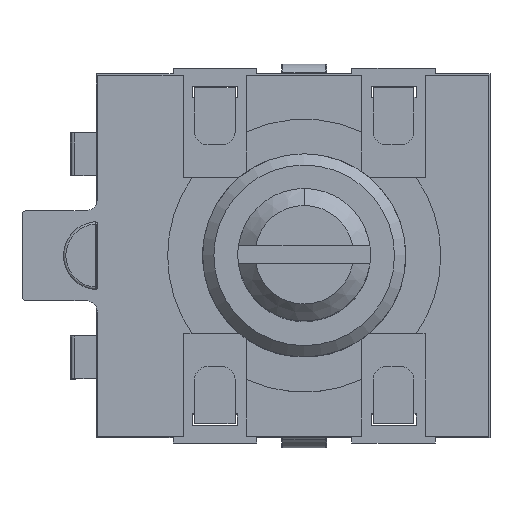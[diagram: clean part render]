
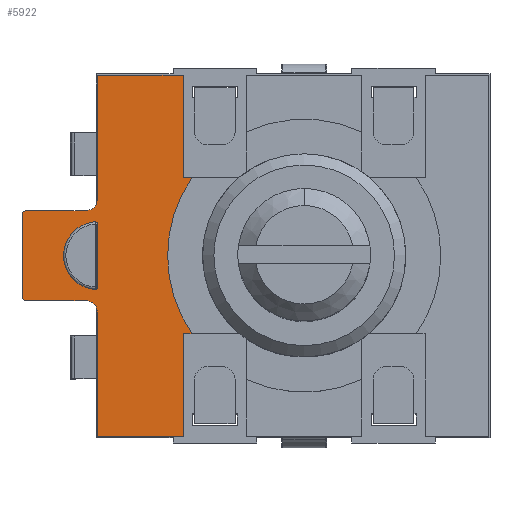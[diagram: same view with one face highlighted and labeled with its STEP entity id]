
A CAD part, top view. The second image highlights one B-rep face of the part: STEP entity #5922.
In plain terms, the highlighted planar face has unit normal (0, 0, 1).
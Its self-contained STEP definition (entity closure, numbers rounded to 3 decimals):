
#4951=CARTESIAN_POINT('',(-5.36,-7.52,4.74));
#4952=VERTEX_POINT('',#4951);
#4959=CARTESIAN_POINT('',(-9.16,-7.52,4.74));
#4960=VERTEX_POINT('',#4959);
#4961=CARTESIAN_POINT('',(-9.16,-7.52,4.74));
#4962=DIRECTION('',(1.,0.,-0.));
#4963=VECTOR('',#4962,3.8);
#4964=LINE('',#4961,#4963);
#4965=EDGE_CURVE('',#4960,#4952,#4964,.T.);
#5104=CARTESIAN_POINT('',(-9.16,8.48,4.74));
#5105=VERTEX_POINT('',#5104);
#5112=CARTESIAN_POINT('',(-5.36,8.48,4.74));
#5113=VERTEX_POINT('',#5112);
#5114=CARTESIAN_POINT('',(-5.36,8.48,4.74));
#5115=DIRECTION('',(-1.,-0.,0.));
#5116=VECTOR('',#5115,3.8);
#5117=LINE('',#5114,#5116);
#5118=EDGE_CURVE('',#5113,#5105,#5117,.T.);
#5174=CARTESIAN_POINT('',(-9.16,-2.02,4.74));
#5175=VERTEX_POINT('',#5174);
#5176=CARTESIAN_POINT('',(-9.16,-2.02,4.74));
#5177=DIRECTION('',(0.,-1.,0.));
#5178=VECTOR('',#5177,5.5);
#5179=LINE('',#5176,#5178);
#5180=EDGE_CURVE('',#5175,#4960,#5179,.T.);
#5198=CARTESIAN_POINT('',(-9.16,2.98,4.74));
#5199=VERTEX_POINT('',#5198);
#5206=CARTESIAN_POINT('',(-9.16,8.48,4.74));
#5207=DIRECTION('',(0.,-1.,0.));
#5208=VECTOR('',#5207,5.5);
#5209=LINE('',#5206,#5208);
#5210=EDGE_CURVE('',#5105,#5199,#5209,.T.);
#5665=CARTESIAN_POINT('',(-12.441,2.422,4.74));
#5666=VERTEX_POINT('',#5665);
#5673=CARTESIAN_POINT('',(-12.3,2.48,4.74));
#5674=VERTEX_POINT('',#5673);
#5675=CARTESIAN_POINT('',(-12.3,2.28,4.74));
#5676=DIRECTION('',(0.,-0.,-1.));
#5677=DIRECTION('',(0.,1.,-0.));
#5678=AXIS2_PLACEMENT_3D('',#5675,#5676,#5677);
#5679=CIRCLE('',#5678,0.2);
#5680=EDGE_CURVE('',#5666,#5674,#5679,.T.);
#5706=CARTESIAN_POINT('',(-9.66,2.48,4.74));
#5707=VERTEX_POINT('',#5706);
#5708=CARTESIAN_POINT('',(-9.66,2.48,4.74));
#5709=DIRECTION('',(-1.,0.,0.));
#5710=VECTOR('',#5709,2.64);
#5711=LINE('',#5708,#5710);
#5712=EDGE_CURVE('',#5707,#5674,#5711,.T.);
#5731=CARTESIAN_POINT('',(0.,0.48,4.74));
#5732=DIRECTION('',(0.,0.,1.));
#5733=DIRECTION('',(0.,-1.,0.));
#5734=AXIS2_PLACEMENT_3D('',#5731,#5732,#5733);
#5735=PLANE('',#5734);
#5736=ORIENTED_EDGE('',*,*,#5680,.F.);
#5737=CARTESIAN_POINT('',(-12.5,2.28,4.74));
#5738=VERTEX_POINT('',#5737);
#5739=CARTESIAN_POINT('',(-12.3,2.28,4.74));
#5740=DIRECTION('',(0.,-0.,-1.));
#5741=DIRECTION('',(0.,1.,-0.));
#5742=AXIS2_PLACEMENT_3D('',#5739,#5740,#5741);
#5743=CIRCLE('',#5742,0.2);
#5744=EDGE_CURVE('',#5738,#5666,#5743,.T.);
#5745=ORIENTED_EDGE('',*,*,#5744,.F.);
#5746=CARTESIAN_POINT('',(-12.5,-1.32,4.74));
#5747=VERTEX_POINT('',#5746);
#5748=CARTESIAN_POINT('',(-12.5,2.28,4.74));
#5749=DIRECTION('',(0.,-1.,0.));
#5750=VECTOR('',#5749,3.6);
#5751=LINE('',#5748,#5750);
#5752=EDGE_CURVE('',#5738,#5747,#5751,.T.);
#5753=ORIENTED_EDGE('',*,*,#5752,.T.);
#5754=CARTESIAN_POINT('',(-12.441,-1.461,4.74));
#5755=VERTEX_POINT('',#5754);
#5756=CARTESIAN_POINT('',(-12.3,-1.32,4.74));
#5757=DIRECTION('',(0.,-0.,-1.));
#5758=DIRECTION('',(0.,1.,-0.));
#5759=AXIS2_PLACEMENT_3D('',#5756,#5757,#5758);
#5760=CIRCLE('',#5759,0.2);
#5761=EDGE_CURVE('',#5755,#5747,#5760,.T.);
#5762=ORIENTED_EDGE('',*,*,#5761,.F.);
#5763=CARTESIAN_POINT('',(-12.3,-1.52,4.74));
#5764=VERTEX_POINT('',#5763);
#5765=CARTESIAN_POINT('',(-12.3,-1.32,4.74));
#5766=DIRECTION('',(0.,-0.,-1.));
#5767=DIRECTION('',(0.,1.,-0.));
#5768=AXIS2_PLACEMENT_3D('',#5765,#5766,#5767);
#5769=CIRCLE('',#5768,0.2);
#5770=EDGE_CURVE('',#5764,#5755,#5769,.T.);
#5771=ORIENTED_EDGE('',*,*,#5770,.F.);
#5772=CARTESIAN_POINT('',(-9.66,-1.52,4.74));
#5773=VERTEX_POINT('',#5772);
#5774=CARTESIAN_POINT('',(-12.3,-1.52,4.74));
#5775=DIRECTION('',(1.,0.,-0.));
#5776=VECTOR('',#5775,2.64);
#5777=LINE('',#5774,#5776);
#5778=EDGE_CURVE('',#5764,#5773,#5777,.T.);
#5779=ORIENTED_EDGE('',*,*,#5778,.T.);
#5780=CARTESIAN_POINT('',(-9.306,-1.666,4.74));
#5781=VERTEX_POINT('',#5780);
#5782=CARTESIAN_POINT('',(-9.66,-2.02,4.74));
#5783=DIRECTION('',(-0.,0.,1.));
#5784=DIRECTION('',(0.,1.,-0.));
#5785=AXIS2_PLACEMENT_3D('',#5782,#5783,#5784);
#5786=CIRCLE('',#5785,0.5);
#5787=EDGE_CURVE('',#5781,#5773,#5786,.T.);
#5788=ORIENTED_EDGE('',*,*,#5787,.F.);
#5789=CARTESIAN_POINT('',(-9.66,-2.02,4.74));
#5790=DIRECTION('',(-0.,0.,1.));
#5791=DIRECTION('',(0.,1.,-0.));
#5792=AXIS2_PLACEMENT_3D('',#5789,#5790,#5791);
#5793=CIRCLE('',#5792,0.5);
#5794=EDGE_CURVE('',#5175,#5781,#5793,.T.);
#5795=ORIENTED_EDGE('',*,*,#5794,.F.);
#5796=ORIENTED_EDGE('',*,*,#5180,.T.);
#5797=ORIENTED_EDGE('',*,*,#4965,.T.);
#5798=CARTESIAN_POINT('',(-5.36,-2.98,4.74));
#5799=VERTEX_POINT('',#5798);
#5800=CARTESIAN_POINT('',(-5.36,-7.52,4.74));
#5801=DIRECTION('',(-0.,1.,-0.));
#5802=VECTOR('',#5801,4.54);
#5803=LINE('',#5800,#5802);
#5804=EDGE_CURVE('',#4952,#5799,#5803,.T.);
#5805=ORIENTED_EDGE('',*,*,#5804,.T.);
#5806=CARTESIAN_POINT('',(-4.963,-2.98,4.74));
#5807=VERTEX_POINT('',#5806);
#5808=CARTESIAN_POINT('',(-5.36,-2.98,4.74));
#5809=DIRECTION('',(1.,0.,-0.));
#5810=VECTOR('',#5809,0.397);
#5811=LINE('',#5808,#5810);
#5812=EDGE_CURVE('',#5799,#5807,#5811,.T.);
#5813=ORIENTED_EDGE('',*,*,#5812,.T.);
#5814=CARTESIAN_POINT('',(-6.05,0.48,4.74));
#5815=VERTEX_POINT('',#5814);
#5816=CARTESIAN_POINT('',(0.,0.48,4.74));
#5817=DIRECTION('',(-0.,-0.,-1.));
#5818=DIRECTION('',(0.,-1.,0.));
#5819=AXIS2_PLACEMENT_3D('',#5816,#5817,#5818);
#5820=CIRCLE('',#5819,6.05);
#5821=EDGE_CURVE('',#5807,#5815,#5820,.T.);
#5822=ORIENTED_EDGE('',*,*,#5821,.T.);
#5823=CARTESIAN_POINT('',(-4.963,3.94,4.74));
#5824=VERTEX_POINT('',#5823);
#5825=CARTESIAN_POINT('',(0.,0.48,4.74));
#5826=DIRECTION('',(-0.,-0.,-1.));
#5827=DIRECTION('',(0.,-1.,0.));
#5828=AXIS2_PLACEMENT_3D('',#5825,#5826,#5827);
#5829=CIRCLE('',#5828,6.05);
#5830=EDGE_CURVE('',#5815,#5824,#5829,.T.);
#5831=ORIENTED_EDGE('',*,*,#5830,.T.);
#5832=CARTESIAN_POINT('',(-5.36,3.94,4.74));
#5833=VERTEX_POINT('',#5832);
#5834=CARTESIAN_POINT('',(-4.963,3.94,4.74));
#5835=DIRECTION('',(-1.,-0.,0.));
#5836=VECTOR('',#5835,0.397);
#5837=LINE('',#5834,#5836);
#5838=EDGE_CURVE('',#5824,#5833,#5837,.T.);
#5839=ORIENTED_EDGE('',*,*,#5838,.T.);
#5840=CARTESIAN_POINT('',(-5.36,3.94,4.74));
#5841=DIRECTION('',(-0.,1.,-0.));
#5842=VECTOR('',#5841,4.54);
#5843=LINE('',#5840,#5842);
#5844=EDGE_CURVE('',#5833,#5113,#5843,.T.);
#5845=ORIENTED_EDGE('',*,*,#5844,.T.);
#5846=ORIENTED_EDGE('',*,*,#5118,.T.);
#5847=ORIENTED_EDGE('',*,*,#5210,.T.);
#5848=CARTESIAN_POINT('',(-9.306,2.627,4.74));
#5849=VERTEX_POINT('',#5848);
#5850=CARTESIAN_POINT('',(-9.66,2.98,4.74));
#5851=DIRECTION('',(0.,0.,1.));
#5852=DIRECTION('',(0.,-1.,0.));
#5853=AXIS2_PLACEMENT_3D('',#5850,#5851,#5852);
#5854=CIRCLE('',#5853,0.5);
#5855=EDGE_CURVE('',#5849,#5199,#5854,.T.);
#5856=ORIENTED_EDGE('',*,*,#5855,.F.);
#5857=CARTESIAN_POINT('',(-9.66,2.98,4.74));
#5858=DIRECTION('',(0.,0.,1.));
#5859=DIRECTION('',(0.,-1.,0.));
#5860=AXIS2_PLACEMENT_3D('',#5857,#5858,#5859);
#5861=CIRCLE('',#5860,0.5);
#5862=EDGE_CURVE('',#5707,#5849,#5861,.T.);
#5863=ORIENTED_EDGE('',*,*,#5862,.F.);
#5864=ORIENTED_EDGE('',*,*,#5712,.T.);
#5865=EDGE_LOOP('',(#5736,#5745,#5753,#5762,#5771,#5779,#5788,#5795,#5796,#5797,#5805,#5813,#5822,#5831,#5839,#5845,#5846,#5847,#5856,#5863,#5864));
#5866=FACE_BOUND('',#5865,.T.);
#5867=CARTESIAN_POINT('',(-9.267,-1.016,4.74));
#5868=VERTEX_POINT('',#5867);
#5869=CARTESIAN_POINT('',(-9.267,1.977,4.74));
#5870=VERTEX_POINT('',#5869);
#5871=CARTESIAN_POINT('',(-9.16,0.48,4.74));
#5872=DIRECTION('',(-0.,-0.,-1.));
#5873=DIRECTION('',(0.,-1.,0.));
#5874=AXIS2_PLACEMENT_3D('',#5871,#5872,#5873);
#5875=CIRCLE('',#5874,1.5);
#5876=EDGE_CURVE('',#5868,#5870,#5875,.T.);
#5877=ORIENTED_EDGE('',*,*,#5876,.T.);
#5878=CARTESIAN_POINT('',(-9.191,1.95,4.74));
#5879=VERTEX_POINT('',#5878);
#5880=CARTESIAN_POINT('',(-9.26,1.877,4.74));
#5881=DIRECTION('',(0.,0.,1.));
#5882=DIRECTION('',(0.,-1.,0.));
#5883=AXIS2_PLACEMENT_3D('',#5880,#5881,#5882);
#5884=CIRCLE('',#5883,0.1);
#5885=EDGE_CURVE('',#5879,#5870,#5884,.T.);
#5886=ORIENTED_EDGE('',*,*,#5885,.F.);
#5887=CARTESIAN_POINT('',(-9.16,1.877,4.74));
#5888=VERTEX_POINT('',#5887);
#5889=CARTESIAN_POINT('',(-9.26,1.877,4.74));
#5890=DIRECTION('',(0.,0.,1.));
#5891=DIRECTION('',(0.,-1.,0.));
#5892=AXIS2_PLACEMENT_3D('',#5889,#5890,#5891);
#5893=CIRCLE('',#5892,0.1);
#5894=EDGE_CURVE('',#5888,#5879,#5893,.T.);
#5895=ORIENTED_EDGE('',*,*,#5894,.F.);
#5896=CARTESIAN_POINT('',(-9.16,-0.916,4.74));
#5897=VERTEX_POINT('',#5896);
#5898=CARTESIAN_POINT('',(-9.16,1.877,4.74));
#5899=DIRECTION('',(0.,-1.,0.));
#5900=VECTOR('',#5899,2.793);
#5901=LINE('',#5898,#5900);
#5902=EDGE_CURVE('',#5888,#5897,#5901,.T.);
#5903=ORIENTED_EDGE('',*,*,#5902,.T.);
#5904=CARTESIAN_POINT('',(-9.191,-0.989,4.74));
#5905=VERTEX_POINT('',#5904);
#5906=CARTESIAN_POINT('',(-9.26,-0.916,4.74));
#5907=DIRECTION('',(0.,0.,1.));
#5908=DIRECTION('',(0.,-1.,0.));
#5909=AXIS2_PLACEMENT_3D('',#5906,#5907,#5908);
#5910=CIRCLE('',#5909,0.1);
#5911=EDGE_CURVE('',#5905,#5897,#5910,.T.);
#5912=ORIENTED_EDGE('',*,*,#5911,.F.);
#5913=CARTESIAN_POINT('',(-9.26,-0.916,4.74));
#5914=DIRECTION('',(0.,0.,1.));
#5915=DIRECTION('',(0.,-1.,0.));
#5916=AXIS2_PLACEMENT_3D('',#5913,#5914,#5915);
#5917=CIRCLE('',#5916,0.1);
#5918=EDGE_CURVE('',#5868,#5905,#5917,.T.);
#5919=ORIENTED_EDGE('',*,*,#5918,.F.);
#5920=EDGE_LOOP('',(#5877,#5886,#5895,#5903,#5912,#5919));
#5921=FACE_BOUND('',#5920,.T.);
#5922=ADVANCED_FACE('',(#5866,#5921),#5735,.T.);
